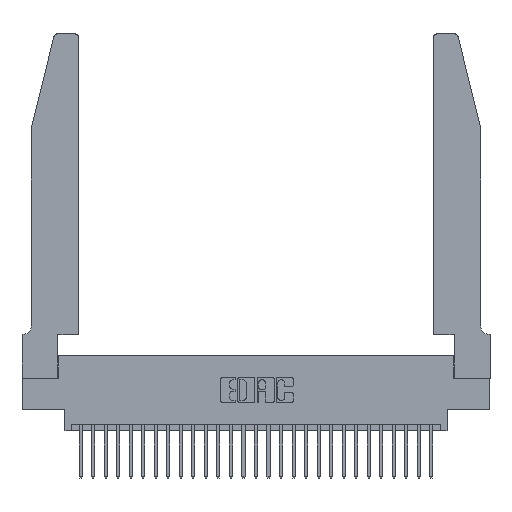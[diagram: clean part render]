
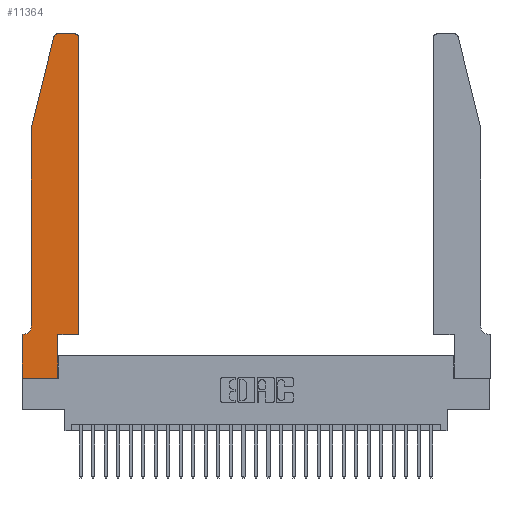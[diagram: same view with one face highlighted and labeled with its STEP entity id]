
A CAD part, top view. The second image highlights one B-rep face of the part: STEP entity #11364.
In plain terms, the highlighted planar face has unit normal (0, 0, 1).
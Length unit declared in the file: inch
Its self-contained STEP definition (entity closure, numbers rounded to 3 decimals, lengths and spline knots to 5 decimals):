
#26 = DIRECTION ( 'NONE',  ( 0., -1., 0. ) ) ;
#172 = EDGE_CURVE ( 'NONE', #15573, #1404, #20461, .T. ) ;
#907 = EDGE_CURVE ( 'NONE', #18800, #15573, #27431, .T. ) ;
#1087 = EDGE_CURVE ( 'NONE', #15751, #5862, #22515, .T. ) ;
#1359 = VECTOR ( 'NONE', #26494, 39.37008 ) ;
#1382 = CARTESIAN_POINT ( 'NONE',  ( 0.4205, 2.72, 0.37 ) ) ;
#1404 = VERTEX_POINT ( 'NONE', #28840 ) ;
#2915 = CARTESIAN_POINT ( 'NONE',  ( 0.0755, 2., 0.37 ) ) ;
#3239 = VECTOR ( 'NONE', #22626, 39.37008 ) ;
#3662 = CARTESIAN_POINT ( 'NONE',  ( 0.284, 2.72, 0.37 ) ) ;
#3818 = DIRECTION ( 'NONE',  ( 1., 0., 0. ) ) ;
#4756 = LINE ( 'NONE', #8650, #1359 ) ;
#4808 = DIRECTION ( 'NONE',  ( 0., 0., 1. ) ) ;
#5225 = DIRECTION ( 'NONE',  ( 1., 0., 0. ) ) ;
#5237 = VECTOR ( 'NONE', #5225, 39.37008 ) ;
#5588 = AXIS2_PLACEMENT_3D ( 'NONE', #18333, #4808, #20594 ) ;
#5862 = VERTEX_POINT ( 'NONE', #13912 ) ;
#6044 = DIRECTION ( 'NONE',  ( 1., 0., 0. ) ) ;
#6174 = ORIENTED_EDGE ( 'NONE', *, *, #1087, .T. ) ;
#6659 = EDGE_CURVE ( 'NONE', #9539, #7616, #8373, .T. ) ;
#6698 = CARTESIAN_POINT ( 'NONE',  ( 0.4505, 2.72, 0.37 ) ) ;
#6744 = EDGE_CURVE ( 'NONE', #5862, #7510, #4756, .T. ) ;
#6927 = CARTESIAN_POINT ( 'NONE',  ( 0.0755, 0.35, 0.37 ) ) ;
#7510 = VERTEX_POINT ( 'NONE', #6698 ) ;
#7616 = VERTEX_POINT ( 'NONE', #29335 ) ;
#7926 = EDGE_CURVE ( 'NONE', #19926, #14340, #17067, .T. ) ;
#8373 = CIRCLE ( 'NONE', #8984, 0.03 ) ;
#8456 = EDGE_CURVE ( 'NONE', #7616, #19926, #9673, .T. ) ;
#8626 = ORIENTED_EDGE ( 'NONE', *, *, #25767, .T. ) ;
#8650 = CARTESIAN_POINT ( 'NONE',  ( 0.4505, 0.35, 0.37 ) ) ;
#8984 = AXIS2_PLACEMENT_3D ( 'NONE', #3662, #19511, #6044 ) ;
#9335 = PLANE ( 'NONE',  #5588 ) ;
#9539 = VERTEX_POINT ( 'NONE', #10887 ) ;
#9673 = LINE ( 'NONE', #24969, #10389 ) ;
#9892 = LINE ( 'NONE', #27582, #21098 ) ;
#10389 = VECTOR ( 'NONE', #18354, 39.37008 ) ;
#10887 = CARTESIAN_POINT ( 'NONE',  ( 0.284, 2.75, 0.37 ) ) ;
#11138 = VECTOR ( 'NONE', #26, 39.37008 ) ;
#11154 = CARTESIAN_POINT ( 'NONE',  ( 0., 0., 0.37 ) ) ;
#11364 = ADVANCED_FACE ( 'NONE', ( #18299 ), #9335, .T. ) ;
#11423 = VERTEX_POINT ( 'NONE', #27452 ) ;
#11565 = EDGE_CURVE ( 'NONE', #14340, #24599, #25349, .T. ) ;
#11572 = LINE ( 'NONE', #22929, #22778 ) ;
#11931 = DIRECTION ( 'NONE',  ( 0., 1., 0. ) ) ;
#12275 = DIRECTION ( 'NONE',  ( 0., 0., -1. ) ) ;
#13707 = EDGE_CURVE ( 'NONE', #1404, #15751, #9892, .T. ) ;
#13912 = CARTESIAN_POINT ( 'NONE',  ( 0.4505, 0.35, 0.37 ) ) ;
#14340 = VERTEX_POINT ( 'NONE', #25519 ) ;
#14625 = ORIENTED_EDGE ( 'NONE', *, *, #13707, .T. ) ;
#15402 = LINE ( 'NONE', #6927, #3239 ) ;
#15443 = ORIENTED_EDGE ( 'NONE', *, *, #6659, .T. ) ;
#15573 = VERTEX_POINT ( 'NONE', #27578 ) ;
#15751 = VERTEX_POINT ( 'NONE', #19337 ) ;
#16163 = ORIENTED_EDGE ( 'NONE', *, *, #172, .T. ) ;
#17067 = LINE ( 'NONE', #25085, #11138 ) ;
#17397 = DIRECTION ( 'NONE',  ( 0., 0., 1. ) ) ;
#18299 = FACE_OUTER_BOUND ( 'NONE', #25994, .T. ) ;
#18333 = CARTESIAN_POINT ( 'NONE',  ( 0., 0.35, 0.37 ) ) ;
#18354 = DIRECTION ( 'NONE',  ( -0.239, -0.971, 0. ) ) ;
#18800 = VERTEX_POINT ( 'NONE', #26936 ) ;
#19148 = ORIENTED_EDGE ( 'NONE', *, *, #28528, .T. ) ;
#19185 = AXIS2_PLACEMENT_3D ( 'NONE', #25707, #12275, #27925 ) ;
#19282 = CARTESIAN_POINT ( 'NONE',  ( 0.0055, 0.35, 0.37 ) ) ;
#19337 = CARTESIAN_POINT ( 'NONE',  ( 0.2865, 0.35, 0.37 ) ) ;
#19511 = DIRECTION ( 'NONE',  ( 0., 0., 1. ) ) ;
#19926 = VERTEX_POINT ( 'NONE', #2915 ) ;
#20461 = LINE ( 'NONE', #11154, #26434 ) ;
#20563 = ORIENTED_EDGE ( 'NONE', *, *, #11565, .T. ) ;
#20594 = DIRECTION ( 'NONE',  ( 1., 0., 0. ) ) ;
#21098 = VECTOR ( 'NONE', #11931, 39.37008 ) ;
#21265 = ORIENTED_EDGE ( 'NONE', *, *, #6744, .T. ) ;
#21653 = DIRECTION ( 'NONE',  ( 0., -1., 0. ) ) ;
#22515 = LINE ( 'NONE', #28285, #5237 ) ;
#22555 = DIRECTION ( 'NONE',  ( 1., 0., 0. ) ) ;
#22626 = DIRECTION ( 'NONE',  ( -1., 0., 0. ) ) ;
#22776 = AXIS2_PLACEMENT_3D ( 'NONE', #1382, #17397, #3818 ) ;
#22778 = VECTOR ( 'NONE', #25211, 39.37008 ) ;
#22929 = CARTESIAN_POINT ( 'NONE',  ( 0.2605, 2.75, 0.37 ) ) ;
#24374 = EDGE_CURVE ( 'NONE', #11423, #9539, #11572, .T. ) ;
#24387 = ORIENTED_EDGE ( 'NONE', *, *, #907, .T. ) ;
#24599 = VERTEX_POINT ( 'NONE', #19282 ) ;
#24969 = CARTESIAN_POINT ( 'NONE',  ( 0.0755, 2., 0.37 ) ) ;
#25085 = CARTESIAN_POINT ( 'NONE',  ( 0.0755, 2., 0.37 ) ) ;
#25211 = DIRECTION ( 'NONE',  ( -1., 0., 0. ) ) ;
#25349 = CIRCLE ( 'NONE', #19185, 0.07 ) ;
#25519 = CARTESIAN_POINT ( 'NONE',  ( 0.0755, 0.42, 0.37 ) ) ;
#25707 = CARTESIAN_POINT ( 'NONE',  ( 0.0055, 0.42, 0.37 ) ) ;
#25767 = EDGE_CURVE ( 'NONE', #7510, #11423, #27073, .T. ) ;
#25813 = ORIENTED_EDGE ( 'NONE', *, *, #8456, .T. ) ;
#25994 = EDGE_LOOP ( 'NONE', ( #27123, #15443, #25813, #28561, #20563, #19148, #24387, #16163, #14625, #6174, #21265, #8626 ) ) ;
#26040 = VECTOR ( 'NONE', #21653, 39.37008 ) ;
#26434 = VECTOR ( 'NONE', #22555, 39.37008 ) ;
#26494 = DIRECTION ( 'NONE',  ( 0., 1., 0. ) ) ;
#26936 = CARTESIAN_POINT ( 'NONE',  ( 0., 0.35, 0.37 ) ) ;
#27073 = CIRCLE ( 'NONE', #22776, 0.03 ) ;
#27123 = ORIENTED_EDGE ( 'NONE', *, *, #24374, .T. ) ;
#27431 = LINE ( 'NONE', #29404, #26040 ) ;
#27452 = CARTESIAN_POINT ( 'NONE',  ( 0.4205, 2.75, 0.37 ) ) ;
#27578 = CARTESIAN_POINT ( 'NONE',  ( 0., 0., 0.37 ) ) ;
#27582 = CARTESIAN_POINT ( 'NONE',  ( 0.2865, 0.35, 0.37 ) ) ;
#27925 = DIRECTION ( 'NONE',  ( -1., 0., 0. ) ) ;
#28285 = CARTESIAN_POINT ( 'NONE',  ( 0.4505, 0.35, 0.37 ) ) ;
#28528 = EDGE_CURVE ( 'NONE', #24599, #18800, #15402, .T. ) ;
#28561 = ORIENTED_EDGE ( 'NONE', *, *, #7926, .T. ) ;
#28840 = CARTESIAN_POINT ( 'NONE',  ( 0.2865, 0., 0.37 ) ) ;
#29335 = CARTESIAN_POINT ( 'NONE',  ( 0.25487, 2.72718, 0.37 ) ) ;
#29404 = CARTESIAN_POINT ( 'NONE',  ( 0., 0., 0.37 ) ) ;
